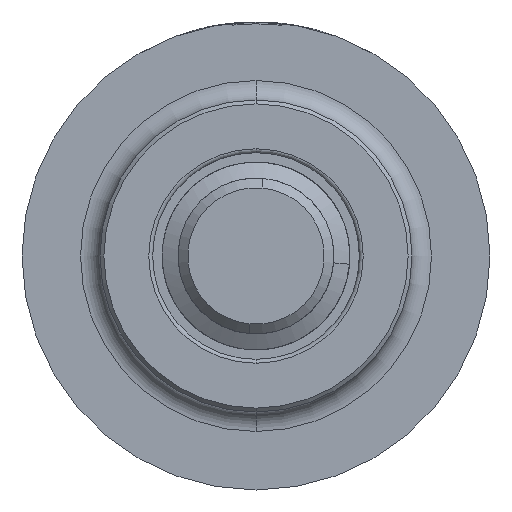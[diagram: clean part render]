
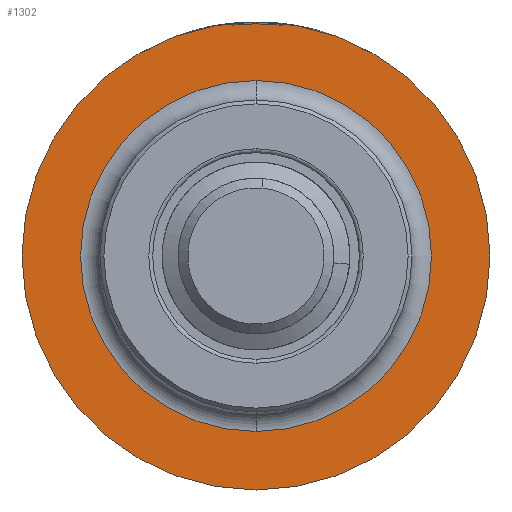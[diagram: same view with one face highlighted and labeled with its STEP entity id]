
A CAD part, front view. The second image highlights one B-rep face of the part: STEP entity #1302.
In plain terms, the highlighted planar face has unit normal (0, -1, 0).
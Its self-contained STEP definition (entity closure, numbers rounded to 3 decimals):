
#566 = CIRCLE ( 'NONE', #4982, 12. ) ;
#577 = CARTESIAN_POINT ( 'NONE',  ( 0., 9.42, 0. ) ) ;
#859 = EDGE_CURVE ( 'NONE', #5317, #6269, #7781, .T. ) ;
#1206 = EDGE_LOOP ( 'NONE', ( #7411, #1877 ) ) ;
#1302 = ADVANCED_FACE ( 'NONE', ( #6926, #6158 ), #2835, .T. ) ;
#1308 = CARTESIAN_POINT ( 'NONE',  ( 0., 9.42, 12. ) ) ;
#1481 = CARTESIAN_POINT ( 'NONE',  ( 0., 9.42, -12. ) ) ;
#1734 = DIRECTION ( 'NONE',  ( 0., -1., 0. ) ) ;
#1877 = ORIENTED_EDGE ( 'NONE', *, *, #6130, .T. ) ;
#2216 = DIRECTION ( 'NONE',  ( 0., 0., -1. ) ) ;
#2226 = DIRECTION ( 'NONE',  ( 0., -1., 0. ) ) ;
#2228 = DIRECTION ( 'NONE',  ( 0., 0., -1. ) ) ;
#2280 = DIRECTION ( 'NONE',  ( 0., -1., 0. ) ) ;
#2296 = CIRCLE ( 'NONE', #2351, 9. ) ;
#2351 = AXIS2_PLACEMENT_3D ( 'NONE', #5409, #7828, #2228 ) ;
#2353 = CARTESIAN_POINT ( 'NONE',  ( 0., 9.42, 0. ) ) ;
#2594 = EDGE_CURVE ( 'NONE', #7323, #5496, #2296, .T. ) ;
#2835 = PLANE ( 'NONE',  #4663 ) ;
#2969 = CIRCLE ( 'NONE', #6374, 9. ) ;
#3072 = EDGE_CURVE ( 'NONE', #5496, #7323, #2969, .T. ) ;
#3730 = EDGE_LOOP ( 'NONE', ( #4817, #6575 ) ) ;
#4654 = DIRECTION ( 'NONE',  ( 0., 0., -1. ) ) ;
#4663 = AXIS2_PLACEMENT_3D ( 'NONE', #5923, #7105, #2216 ) ;
#4682 = CARTESIAN_POINT ( 'NONE',  ( 0., 9.42, 0. ) ) ;
#4817 = ORIENTED_EDGE ( 'NONE', *, *, #3072, .F. ) ;
#4918 = CARTESIAN_POINT ( 'NONE',  ( 0., 9.42, -9. ) ) ;
#4982 = AXIS2_PLACEMENT_3D ( 'NONE', #4682, #2226, #4654 ) ;
#5317 = VERTEX_POINT ( 'NONE', #1481 ) ;
#5409 = CARTESIAN_POINT ( 'NONE',  ( 0., 9.42, 0. ) ) ;
#5496 = VERTEX_POINT ( 'NONE', #4918 ) ;
#5923 = CARTESIAN_POINT ( 'NONE',  ( 9., 9.42, 0. ) ) ;
#6130 = EDGE_CURVE ( 'NONE', #6269, #5317, #566, .T. ) ;
#6146 = AXIS2_PLACEMENT_3D ( 'NONE', #2353, #2280, #6687 ) ;
#6158 = FACE_BOUND ( 'NONE', #3730, .T. ) ;
#6269 = VERTEX_POINT ( 'NONE', #1308 ) ;
#6374 = AXIS2_PLACEMENT_3D ( 'NONE', #577, #1734, #6675 ) ;
#6427 = CARTESIAN_POINT ( 'NONE',  ( 0., 9.42, 9. ) ) ;
#6575 = ORIENTED_EDGE ( 'NONE', *, *, #2594, .F. ) ;
#6675 = DIRECTION ( 'NONE',  ( 0., 0., -1. ) ) ;
#6687 = DIRECTION ( 'NONE',  ( 0., 0., -1. ) ) ;
#6926 = FACE_OUTER_BOUND ( 'NONE', #1206, .T. ) ;
#7105 = DIRECTION ( 'NONE',  ( 0., -1., 0. ) ) ;
#7323 = VERTEX_POINT ( 'NONE', #6427 ) ;
#7411 = ORIENTED_EDGE ( 'NONE', *, *, #859, .T. ) ;
#7781 = CIRCLE ( 'NONE', #6146, 12. ) ;
#7828 = DIRECTION ( 'NONE',  ( 0., -1., 0. ) ) ;
